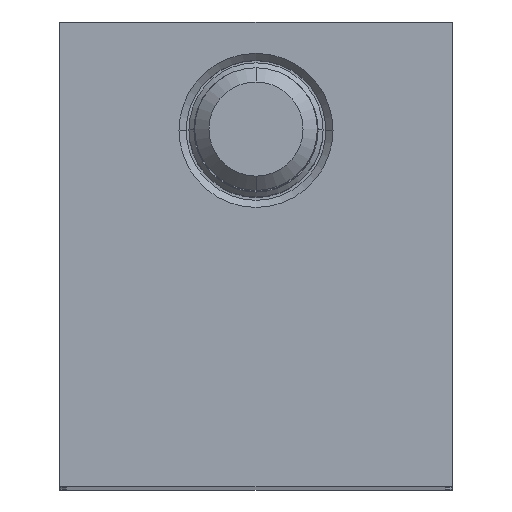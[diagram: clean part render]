
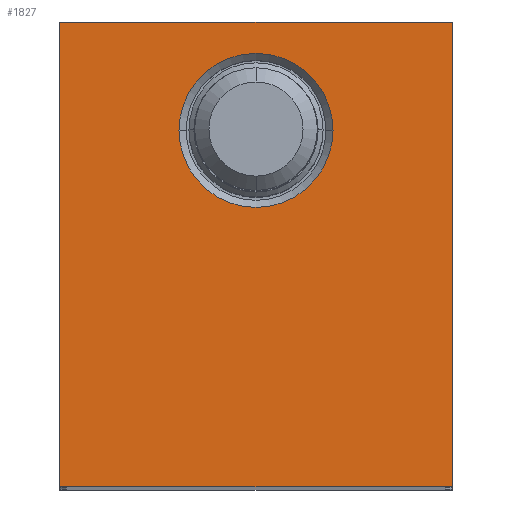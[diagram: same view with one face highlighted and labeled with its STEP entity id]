
A CAD part, top view. The second image highlights one B-rep face of the part: STEP entity #1827.
In plain terms, the highlighted planar face has unit normal (0, 0, 1).
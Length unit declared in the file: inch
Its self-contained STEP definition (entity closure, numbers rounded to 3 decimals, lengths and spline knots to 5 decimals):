
#95=DIRECTION('',(1.,0.,0.));
#96=VECTOR('',#95,0.275);
#97=CARTESIAN_POINT('',(-0.1375,-0.163,0.625));
#98=LINE('',#97,#96);
#137=DIRECTION('',(1.,0.,0.));
#138=VECTOR('',#137,0.275);
#139=CARTESIAN_POINT('',(-0.1375,0.163,0.625));
#140=LINE('',#139,#138);
#181=DIRECTION('',(0.,1.,0.));
#182=VECTOR('',#181,0.326);
#183=CARTESIAN_POINT('',(0.1375,-0.163,0.625));
#184=LINE('',#183,#182);
#195=DIRECTION('',(0.,1.,0.));
#196=VECTOR('',#195,0.326);
#197=CARTESIAN_POINT('',(-0.1375,-0.163,0.625));
#198=LINE('',#197,#196);
#233=CARTESIAN_POINT('',(0.,0.087,0.625));
#234=DIRECTION('',(0.,0.,-1.));
#235=DIRECTION('',(-1.,0.,0.));
#236=AXIS2_PLACEMENT_3D('',#233,#234,#235);
#243=CARTESIAN_POINT('',(0.,0.087,0.625));
#244=DIRECTION('',(0.,0.,-1.));
#245=DIRECTION('',(1.,0.,0.));
#246=AXIS2_PLACEMENT_3D('',#243,#244,#245);
#1331=CARTESIAN_POINT('',(0.1375,-0.163,0.625));
#1333=VERTEX_POINT('',#1331);
#1353=CARTESIAN_POINT('',(-0.1375,-0.163,0.625));
#1354=VERTEX_POINT('',#1353);
#1355=CARTESIAN_POINT('',(0.1375,0.163,0.625));
#1357=VERTEX_POINT('',#1355);
#1377=CARTESIAN_POINT('',(-0.1375,0.163,0.625));
#1378=VERTEX_POINT('',#1377);
#1423=CARTESIAN_POINT('',(-0.054,0.087,0.625));
#1424=CARTESIAN_POINT('',(0.054,0.087,0.625));
#1425=VERTEX_POINT('',#1423);
#1426=VERTEX_POINT('',#1424);
#1809=CARTESIAN_POINT('',(-0.1375,-0.163,0.625));
#1810=DIRECTION('',(0.,0.,1.));
#1811=DIRECTION('',(1.,0.,0.));
#1812=AXIS2_PLACEMENT_3D('',#1809,#1810,#1811);
#1813=PLANE('',#1812);
#1814=ORIENTED_EDGE('',*,*,#1724,.F.);
#1816=ORIENTED_EDGE('',*,*,#1815,.T.);
#1817=ORIENTED_EDGE('',*,*,#1766,.T.);
#1818=ORIENTED_EDGE('',*,*,#1795,.F.);
#1819=EDGE_LOOP('',(#1814,#1816,#1817,#1818));
#1820=FACE_OUTER_BOUND('',#1819,.F.);
#1822=ORIENTED_EDGE('',*,*,#1821,.F.);
#1824=ORIENTED_EDGE('',*,*,#1823,.F.);
#1825=EDGE_LOOP('',(#1822,#1824));
#1826=FACE_BOUND('',#1825,.F.);
#1827=ADVANCED_FACE('',(#1820,#1826),#1813,.T.);
#237=CIRCLE('',#236,0.054);
#247=CIRCLE('',#246,0.054);
#1724=EDGE_CURVE('',#1354,#1333,#98,.T.);
#1766=EDGE_CURVE('',#1378,#1357,#140,.T.);
#1795=EDGE_CURVE('',#1333,#1357,#184,.T.);
#1815=EDGE_CURVE('',#1354,#1378,#198,.T.);
#1821=EDGE_CURVE('',#1425,#1426,#237,.T.);
#1823=EDGE_CURVE('',#1426,#1425,#247,.T.);
